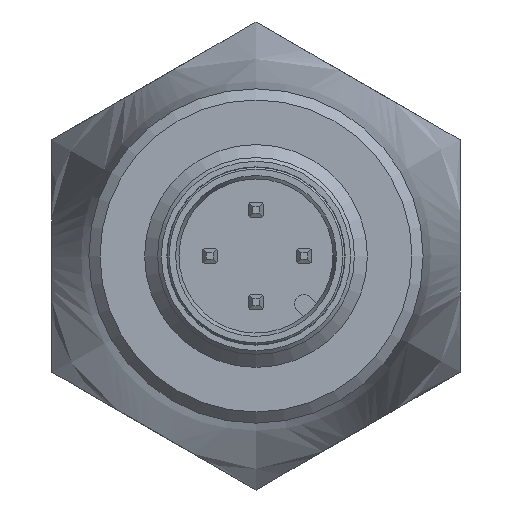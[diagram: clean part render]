
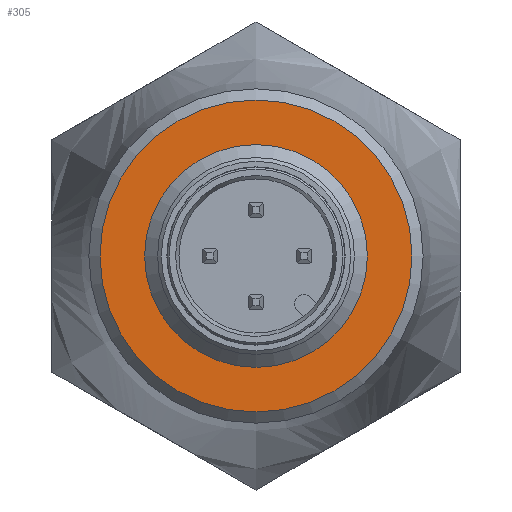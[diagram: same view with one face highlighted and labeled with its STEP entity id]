
A CAD part, front view. The second image highlights one B-rep face of the part: STEP entity #305.
In plain terms, the highlighted planar face has unit normal (0, -1, 0).
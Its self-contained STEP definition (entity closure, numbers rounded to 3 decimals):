
#305 = ADVANCED_FACE( '', ( #668, #669 ), #670, .T. );
#668 = FACE_OUTER_BOUND( '', #1052, .T. );
#669 = FACE_BOUND( '', #1053, .T. );
#670 = PLANE( '', #1054 );
#1052 = EDGE_LOOP( '', ( #1834 ) );
#1053 = EDGE_LOOP( '', ( #1835 ) );
#1054 = AXIS2_PLACEMENT_3D( '', #1836, #1837, #1838 );
#1834 = ORIENTED_EDGE( '', *, *, #2215, .T. );
#1835 = ORIENTED_EDGE( '', *, *, #2267, .T. );
#1836 = CARTESIAN_POINT( '', ( 9., -156.03, 0. ) );
#1837 = DIRECTION( '', ( 0., -1., 0. ) );
#1838 = DIRECTION( '', ( -1., 0., 0. ) );
#2215 = EDGE_CURVE( '', #2675, #2675, #2676, .T. );
#2267 = EDGE_CURVE( '', #2749, #2749, #2750, .F. );
#2675 = VERTEX_POINT( '', #3447 );
#2676 = CIRCLE( '', #3448, 8.4 );
#2749 = VERTEX_POINT( '', #3650 );
#2750 = CIRCLE( '', #3651, 5.9 );
#3447 = CARTESIAN_POINT( '', ( -8.4, -156.03, 0. ) );
#3448 = AXIS2_PLACEMENT_3D( '', #4049, #4050, #4051 );
#3650 = CARTESIAN_POINT( '', ( -5.9, -156.03, 0. ) );
#3651 = AXIS2_PLACEMENT_3D( '', #4091, #4092, #4093 );
#4049 = CARTESIAN_POINT( '', ( 0., -156.03, 0. ) );
#4050 = DIRECTION( '', ( 0., -1., 0. ) );
#4051 = DIRECTION( '', ( -1., 0., 0. ) );
#4091 = CARTESIAN_POINT( '', ( 0., -156.03, 0. ) );
#4092 = DIRECTION( '', ( 0., -1., 0. ) );
#4093 = DIRECTION( '', ( -1., 0., 0. ) );
